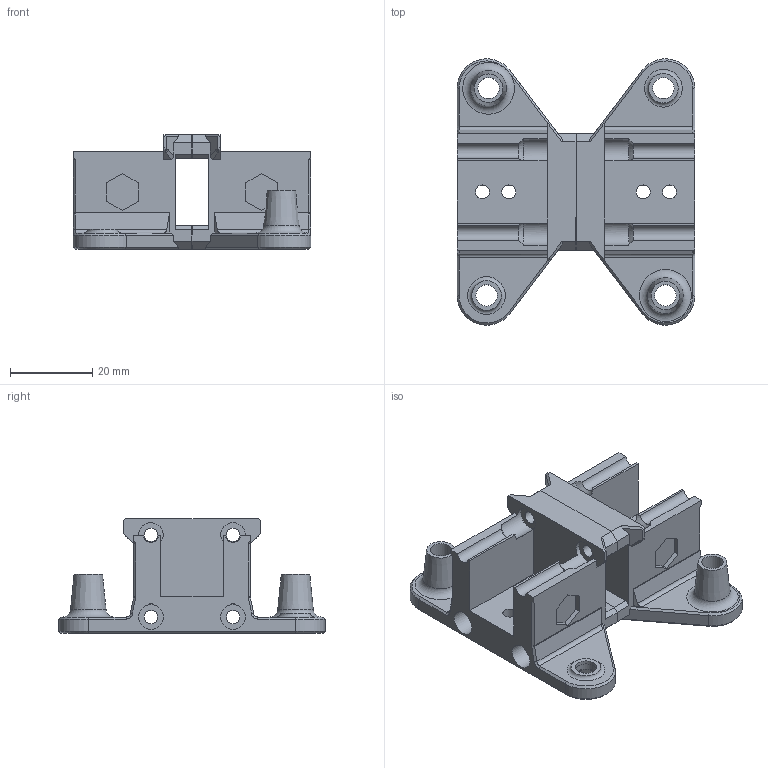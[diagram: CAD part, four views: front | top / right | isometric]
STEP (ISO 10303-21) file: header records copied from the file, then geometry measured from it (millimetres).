
FILE_DESCRIPTION(('FreeCAD Model'),'2;1');
FILE_NAME('Open CASCADE Shape Model','2023-08-25T22:45:28',(''),(''), 'Open CASCADE STEP processor 7.6','FreeCAD','Unknown');
FILE_SCHEMA(('AUTOMOTIVE_DESIGN { 1 0 10303 214 1 1 1 1 }'));
Length unit declared in the file: millimetre
Products named in the file (3): Part; Y Gantry 1515 Bottom Left; Y Gantry 1515 Bottom Right
Assembly tree (2 placements, depth 2):
  Part
    Y Gantry 1515 Bottom Left
    Y Gantry 1515 Bottom Right
Bounding box: 58 x 64.86 x 28 mm (x, y, z)
Volume: 27896.8 mm3; surface area: 17344.2 mm2
Topology: 2 solids, 2 shells, 392 faces, 1054 edges, 677 vertices
Faces by surface type: plane 309, cylinder 47, cone 22, bspline 8, torus 4, sphere 2
Full cylindrical faces by diameter (mm): 3.2 x8, 3.4 x4, 5.2 x7, 6 x8
Entity records: 12629 total; most frequent: CARTESIAN_POINT 2629, ORIENTED_EDGE 2108, DIRECTION 1983, EDGE_CURVE 1054, LINE 821, VECTOR 821, VERTEX_POINT 677, AXIS2_PLACEMENT_3D 581
